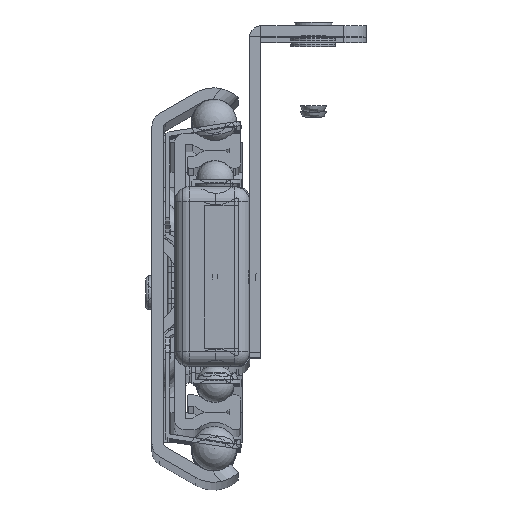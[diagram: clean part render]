
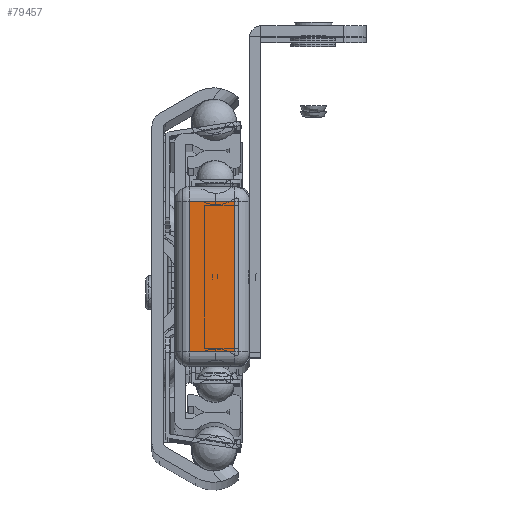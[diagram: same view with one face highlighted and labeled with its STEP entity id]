
A CAD part, top view. The second image highlights one B-rep face of the part: STEP entity #79457.
In plain terms, the highlighted planar face has unit normal (0, 0, 1).
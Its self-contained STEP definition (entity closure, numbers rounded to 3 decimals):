
#7088=PLANE('',#86045);
#10848=FACE_OUTER_BOUND('',#14990,.T.);
#14990=EDGE_LOOP('',(#68647,#68648,#68649,#68650));
#20455=LINE('',#172842,#25929);
#20457=LINE('',#172850,#25931);
#20459=LINE('',#172860,#25933);
#20461=LINE('',#172869,#25935);
#25929=VECTOR('',#104058,10.);
#25931=VECTOR('',#104066,10.);
#25933=VECTOR('',#104078,10.);
#25935=VECTOR('',#104090,10.);
#35421=VERTEX_POINT('',#172839);
#35422=VERTEX_POINT('',#172841);
#35425=VERTEX_POINT('',#172849);
#35428=VERTEX_POINT('',#172859);
#46584=EDGE_CURVE('',#35421,#35422,#20455,.T.);
#46588=EDGE_CURVE('',#35422,#35425,#20457,.T.);
#46593=EDGE_CURVE('',#35425,#35428,#20459,.T.);
#46598=EDGE_CURVE('',#35428,#35421,#20461,.T.);
#68647=ORIENTED_EDGE('',*,*,#46584,.F.);
#68648=ORIENTED_EDGE('',*,*,#46598,.F.);
#68649=ORIENTED_EDGE('',*,*,#46593,.F.);
#68650=ORIENTED_EDGE('',*,*,#46588,.F.);
#79457=ADVANCED_FACE('',(#10848),#7088,.T.);
#86045=AXIS2_PLACEMENT_3D('',#172883,#104112,#104113);
#104058=DIRECTION('',(0.,1.,0.));
#104066=DIRECTION('',(1.,0.,0.));
#104078=DIRECTION('',(0.,-1.,0.));
#104090=DIRECTION('',(-1.,0.,0.));
#104112=DIRECTION('center_axis',(0.,0.,
1.));
#104113=DIRECTION('ref_axis',(-1.,0.,0.));
#172839=CARTESIAN_POINT('',(5.577,-10.,627.216));
#172841=CARTESIAN_POINT('',(5.577,10.,627.216));
#172842=CARTESIAN_POINT('',(5.577,-5.,627.216));
#172849=CARTESIAN_POINT('',(11.577,10.,627.216));
#172850=CARTESIAN_POINT('',(7.077,10.,627.216));
#172859=CARTESIAN_POINT('',(11.577,-10.,627.216));
#172860=CARTESIAN_POINT('',(11.577,5.,627.216));
#172869=CARTESIAN_POINT('',(10.077,-10.,627.216));
#172883=CARTESIAN_POINT('Origin',(8.577,0.,
627.216));
